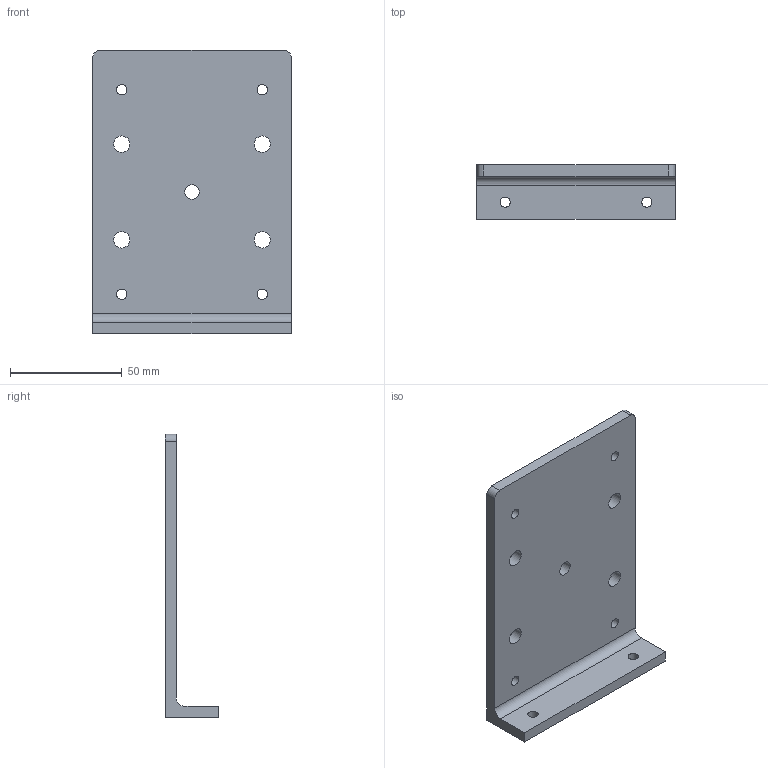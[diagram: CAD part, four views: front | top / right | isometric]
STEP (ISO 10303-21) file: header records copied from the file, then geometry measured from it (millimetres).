
FILE_DESCRIPTION( ( '' ), ' ' );
FILE_NAME( '5e9257b147ae4114db18601f.step', '2020-04-11T23:50:09', ( '' ), ( '' ), ' ', ' ', ' ' );
FILE_SCHEMA( ( 'AUTOMOTIVE_DESIGN { 1 0 10303 214 1 1 1 1 }' ) );
Length unit declared in the file: metre
Products named in the file (1): Part 2
Bounding box: 88.9 x 24.13 x 127 mm (x, y, z)
Volume: 64677.9 mm3; surface area: 28600.6 mm2
Topology: 1 solids, 1 shells, 22 faces, 62 edges, 42 vertices
Faces by surface type: cylinder 14, plane 8
Full cylindrical faces by diameter (mm): 4.572 x6, 6.502 x1, 7.366 x4
Entity records: 893 total; most frequent: DIRECTION 123, CARTESIAN_POINT 112, ORIENTED_EDGE 98, EDGE_LOOP 55, AXIS2_PLACEMENT_3D 51, EDGE_CURVE 49, VERTEX_POINT 40, FACE_OUTER_BOUND 33
